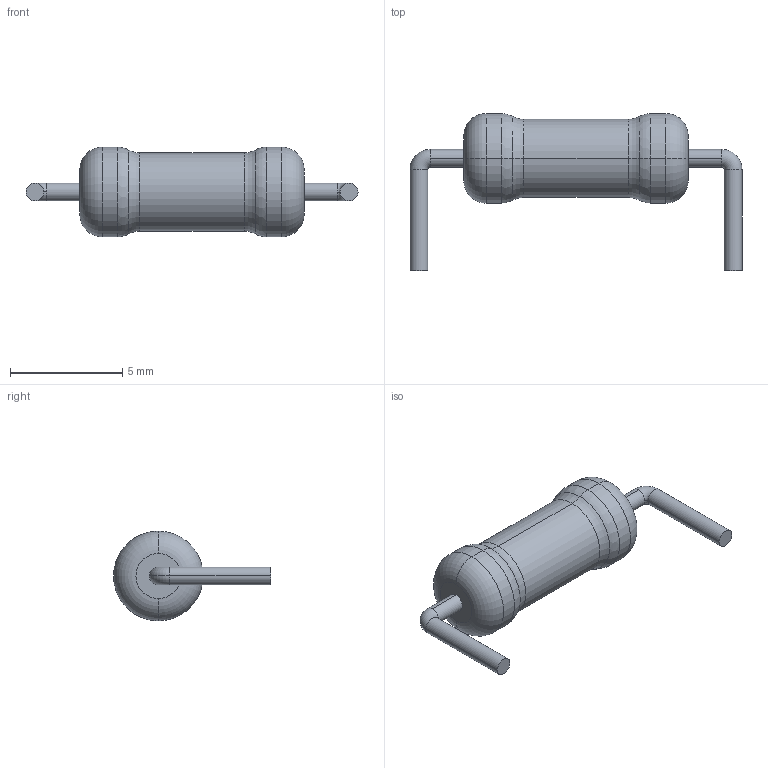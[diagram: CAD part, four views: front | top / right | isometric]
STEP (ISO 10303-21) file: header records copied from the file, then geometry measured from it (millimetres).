
FILE_DESCRIPTION (( 'STEP AP214' ), '1' );
FILE_NAME ('RES-1W.STEP', '2020-05-29T15:55:49', ( '' ), ( '' ), 'SwSTEP 2.0', 'SolidWorks 2016', '' );
FILE_SCHEMA (( 'AUTOMOTIVE_DESIGN' ));
Length unit declared in the file: millimetre
Products named in the file (3): resistencia 1W; RES-1W; ses
Assembly tree (3 placements, depth 2):
  RES-1W
    resistencia 1W
    ses  x2
Bounding box: 14.8 x 7 x 4 mm (x, y, z)
Volume: 110.4 mm3; surface area: 167.1 mm2
Topology: 3 solids, 3 shells, 36 faces, 70 edges, 40 vertices
Faces by surface type: torus 16, cylinder 14, plane 6
Entity records: 836 total; most frequent: DIRECTION 166, CARTESIAN_POINT 118, ORIENTED_EDGE 108, AXIS2_PLACEMENT_3D 78, EDGE_CURVE 54, CIRCLE 44, VERTEX_POINT 30, ADVANCED_FACE 28
